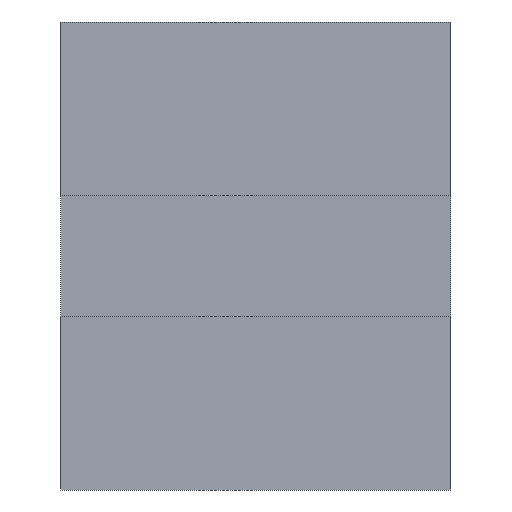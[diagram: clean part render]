
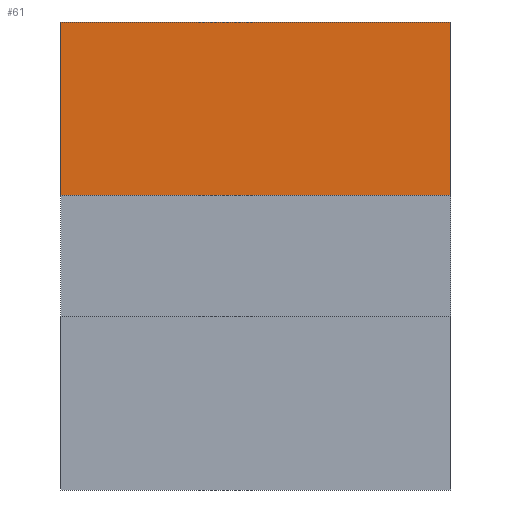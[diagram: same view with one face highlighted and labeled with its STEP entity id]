
A CAD part, front view. The second image highlights one B-rep face of the part: STEP entity #61.
In plain terms, the highlighted planar face has unit normal (0, -1, 0).
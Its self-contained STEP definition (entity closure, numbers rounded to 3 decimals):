
#61=ADVANCED_FACE('',(#136),#137,.T.);
#136=FACE_OUTER_BOUND('',#222,.T.);
#137=PLANE('',#223);
#222=EDGE_LOOP('',(#327,#328,#329,#330));
#223=AXIS2_PLACEMENT_3D('',#331,#332,#333);
#327=ORIENTED_EDGE('',*,*,#557,.T.);
#328=ORIENTED_EDGE('',*,*,#558,.F.);
#329=ORIENTED_EDGE('',*,*,#559,.F.);
#330=ORIENTED_EDGE('',*,*,#554,.T.);
#331=CARTESIAN_POINT('',(-10.0,-57.0,7.557));
#332=DIRECTION('',(0.0,-1.0,-0.0));
#333=DIRECTION('',(-0.0,0.0,-1.0));
#554=EDGE_CURVE('',#664,#662,#665,.T.);
#557=EDGE_CURVE('',#662,#668,#669,.T.);
#558=EDGE_CURVE('',#670,#668,#671,.T.);
#559=EDGE_CURVE('',#664,#670,#672,.T.);
#662=VERTEX_POINT('',#822);
#664=VERTEX_POINT('',#825);
#665=LINE('',#826,#827);
#668=VERTEX_POINT('',#831);
#669=LINE('',#832,#833);
#670=VERTEX_POINT('',#834);
#671=LINE('',#835,#836);
#672=LINE('',#837,#838);
#822=CARTESIAN_POINT('',(10.0,-57.0,3.113));
#825=CARTESIAN_POINT('',(-10.0,-57.0,3.113));
#826=CARTESIAN_POINT('',(-10.0,-57.0,3.113));
#827=VECTOR('',#1014,1.0);
#831=CARTESIAN_POINT('',(10.0,-57.0,12.0));
#832=CARTESIAN_POINT('',(10.0,-57.0,3.113));
#833=VECTOR('',#1016,1.0);
#834=CARTESIAN_POINT('',(-10.0,-57.0,12.0));
#835=CARTESIAN_POINT('',(-10.0,-57.0,12.0));
#836=VECTOR('',#1017,1.0);
#837=CARTESIAN_POINT('',(-10.0,-57.0,3.113));
#838=VECTOR('',#1018,1.0);
#1014=DIRECTION('',(1.0,0.0,0.0));
#1016=DIRECTION('',(0.0,0.0,1.0));
#1017=DIRECTION('',(1.0,0.0,0.0));
#1018=DIRECTION('',(0.0,0.0,1.0));
